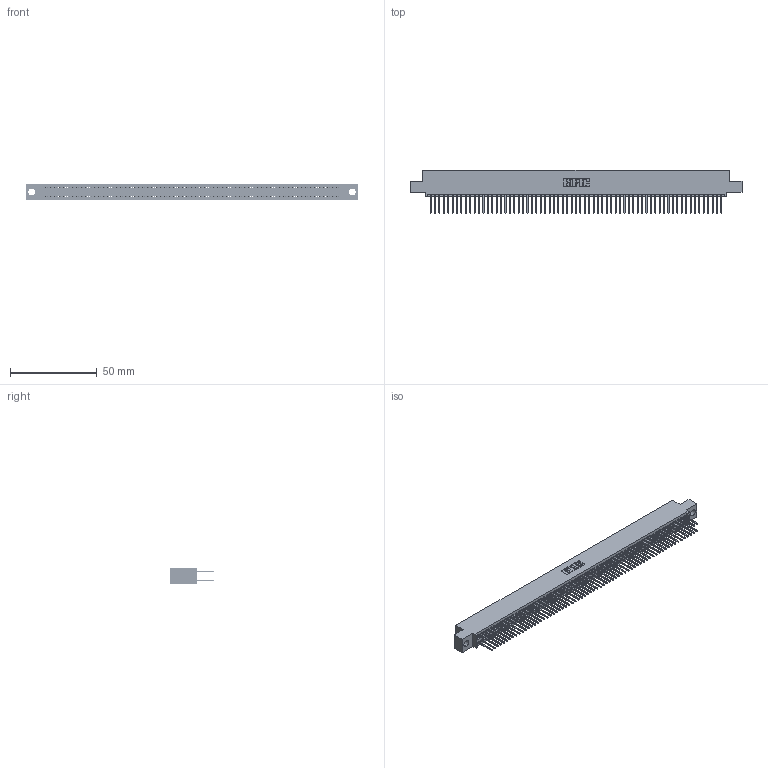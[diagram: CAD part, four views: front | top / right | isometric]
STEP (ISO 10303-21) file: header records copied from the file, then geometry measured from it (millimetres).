
FILE_DESCRIPTION (( 'STEP AP203' ), '1' );
FILE_NAME ('345-134-523-504.STEP', '2021-05-25T22:12:29', ( '' ), ( '' ), 'SwSTEP 2.0', 'SolidWorks 2020', '' );
FILE_SCHEMA (( 'CONFIG_CONTROL_DESIGN' ));
Length unit declared in the file: inch
Products named in the file (3): 345-134-523-504; 345-292-001_345-293-123; 345 Part_0.110 Offset - 0.156 Dia-TI
Assembly tree (135 placements, depth 2):
  345-134-523-504
    345 Part_0.110 Offset - 0.156 Dia-TI
    345-292-001_345-293-123  x134
Bounding box: 191.39 x 24.82 x 9.4 mm (x, y, z)
Volume: 18919.2 mm3; surface area: 29626.3 mm2
Topology: 135 solids, 135 shells, 6844 faces, 20355 edges, 13390 vertices
Faces by surface type: plane 4520, cylinder 2324
Entity records: 49773 total; most frequent: CARTESIAN_POINT 8326, ORIENTED_EDGE 8258, DIRECTION 7309, EDGE_CURVE 4129, VECTOR 3729, LINE 3729, VERTEX_POINT 2750, AXIS2_PLACEMENT_3D 1790
